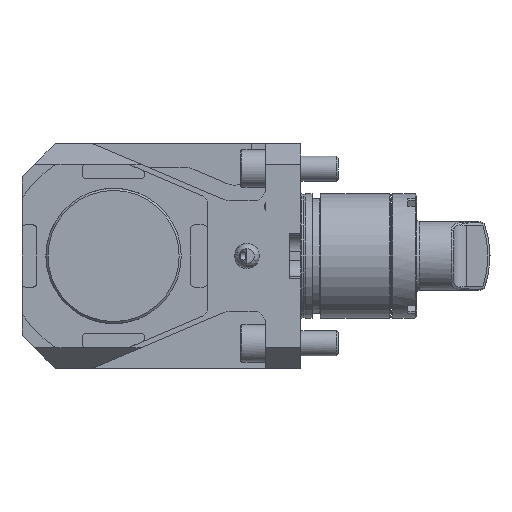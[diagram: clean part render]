
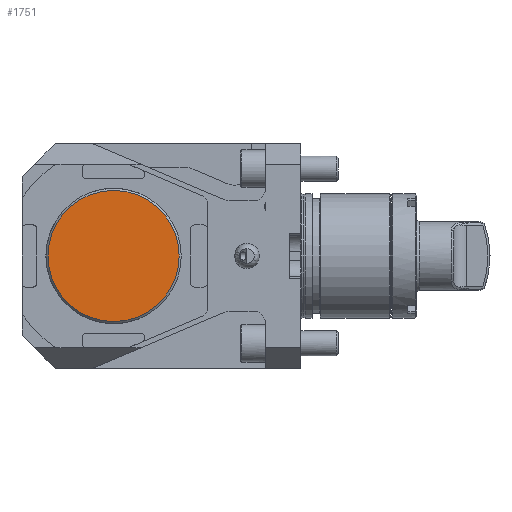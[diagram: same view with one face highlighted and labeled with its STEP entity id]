
A CAD part, left-side view. The second image highlights one B-rep face of the part: STEP entity #1751.
In plain terms, the highlighted planar face has unit normal (-1, 0, 0).
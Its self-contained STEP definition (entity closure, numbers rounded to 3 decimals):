
#1751 = ADVANCED_FACE ( 'Defeature completata1_584', ( #23651 ), #20689, .T. ) ;
#3723 = EDGE_CURVE ( 'NONE', #15069, #15069, #35665, .T. ) ;
#4498 = CARTESIAN_POINT ( 'NONE',  ( -93., 133., 0. ) ) ;
#4918 = DIRECTION ( 'NONE',  ( -1., 0., 0. ) ) ;
#11350 = AXIS2_PLACEMENT_3D ( 'NONE', #31009, #20608, #30170 ) ;
#15069 = VERTEX_POINT ( 'NONE', #27990 ) ;
#20608 = DIRECTION ( 'NONE',  ( -1., 0., 0. ) ) ;
#20689 = PLANE ( 'NONE',  #39987 ) ;
#23651 = FACE_OUTER_BOUND ( 'NONE', #32259, .T. ) ;
#27990 = CARTESIAN_POINT ( 'NONE',  ( -93., 133., -31.5 ) ) ;
#30170 = DIRECTION ( 'NONE',  ( 0., 0., -1. ) ) ;
#31009 = CARTESIAN_POINT ( 'NONE',  ( -93., 133., 0. ) ) ;
#32259 = EDGE_LOOP ( 'NONE', ( #38866 ) ) ;
#35665 = CIRCLE ( 'NONE', #11350, 31.5 ) ;
#38866 = ORIENTED_EDGE ( 'NONE', *, *, #3723, .T. ) ;
#39987 = AXIS2_PLACEMENT_3D ( 'NONE', #4498, #4918, #40003 ) ;
#40003 = DIRECTION ( 'NONE',  ( 0., 0., -1. ) ) ;
